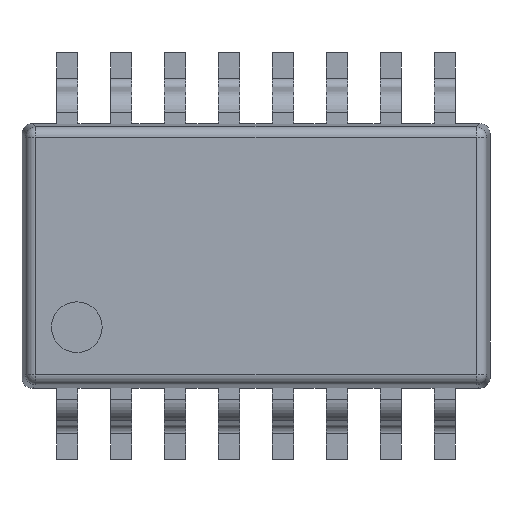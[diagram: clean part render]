
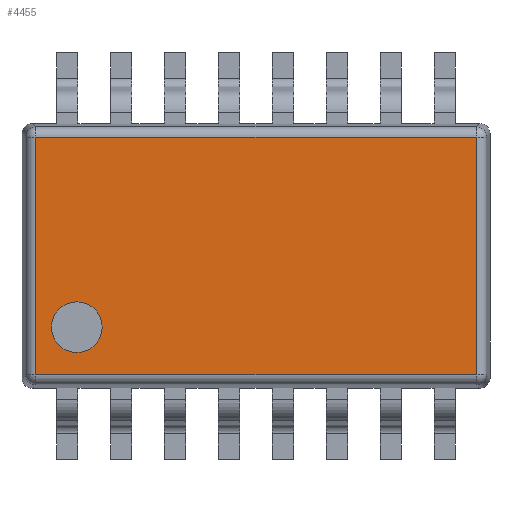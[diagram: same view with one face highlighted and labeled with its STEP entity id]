
A CAD part, top view. The second image highlights one B-rep face of the part: STEP entity #4455.
In plain terms, the highlighted planar face has unit normal (0, 0, 1).
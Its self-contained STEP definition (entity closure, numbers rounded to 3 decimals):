
#11 = EDGE_LOOP ( 'NONE', ( #611, #1534, #2456, #8349 ) ) ;
#86 = VERTEX_POINT ( 'NONE', #498 ) ;
#406 = EDGE_LOOP ( 'NONE', ( #4769, #5447 ) ) ;
#419 = EDGE_CURVE ( 'NONE', #86, #5281, #7557, .T. ) ;
#498 = CARTESIAN_POINT ( 'NONE',  ( 2.167, 1.167, 1.05 ) ) ;
#598 = VERTEX_POINT ( 'NONE', #7173 ) ;
#606 = DIRECTION ( 'NONE',  ( 0., 1., 0. ) ) ;
#611 = ORIENTED_EDGE ( 'NONE', *, *, #7622, .T. ) ;
#819 = AXIS2_PLACEMENT_3D ( 'NONE', #2072, #2846, #6059 ) ;
#1060 = DIRECTION ( 'NONE',  ( 0., 0., 1. ) ) ;
#1198 = VECTOR ( 'NONE', #1839, 1000. ) ;
#1332 = CARTESIAN_POINT ( 'NONE',  ( -2.167, -1.258, 1.05 ) ) ;
#1534 = ORIENTED_EDGE ( 'NONE', *, *, #5751, .T. ) ;
#1628 = DIRECTION ( 'NONE',  ( 0., 0., 1. ) ) ;
#1670 = CARTESIAN_POINT ( 'NONE',  ( 0., 0., 1.05 ) ) ;
#1709 = FACE_BOUND ( 'NONE', #406, .T. ) ;
#1839 = DIRECTION ( 'NONE',  ( 1., 0., 0. ) ) ;
#1949 = AXIS2_PLACEMENT_3D ( 'NONE', #1670, #1628, #8229 ) ;
#2072 = CARTESIAN_POINT ( 'NONE',  ( -1.761, -0.701, 1.05 ) ) ;
#2191 = EDGE_CURVE ( 'NONE', #598, #5090, #7032, .T. ) ;
#2456 = ORIENTED_EDGE ( 'NONE', *, *, #7161, .T. ) ;
#2623 = VERTEX_POINT ( 'NONE', #3256 ) ;
#2806 = AXIS2_PLACEMENT_3D ( 'NONE', #7665, #1060, #7251 ) ;
#2846 = DIRECTION ( 'NONE',  ( 0., 0., 1. ) ) ;
#2987 = CARTESIAN_POINT ( 'NONE',  ( -2.01, -0.701, 1.05 ) ) ;
#3014 = VERTEX_POINT ( 'NONE', #6415 ) ;
#3188 = CARTESIAN_POINT ( 'NONE',  ( -2.167, 1.167, 1.05 ) ) ;
#3256 = CARTESIAN_POINT ( 'NONE',  ( 2.167, -1.167, 1.05 ) ) ;
#4076 = DIRECTION ( 'NONE',  ( -1., 0., 0. ) ) ;
#4199 = VECTOR ( 'NONE', #606, 1000. ) ;
#4292 = FACE_OUTER_BOUND ( 'NONE', #11, .T. ) ;
#4455 = ADVANCED_FACE ( 'NONE', ( #1709, #4292 ), #6257, .T. ) ;
#4563 = DIRECTION ( 'NONE',  ( 0., -1., 0. ) ) ;
#4769 = ORIENTED_EDGE ( 'NONE', *, *, #2191, .F. ) ;
#5090 = VERTEX_POINT ( 'NONE', #2987 ) ;
#5281 = VERTEX_POINT ( 'NONE', #3188 ) ;
#5447 = ORIENTED_EDGE ( 'NONE', *, *, #5455, .F. ) ;
#5455 = EDGE_CURVE ( 'NONE', #5090, #598, #7946, .T. ) ;
#5722 = LINE ( 'NONE', #7044, #4199 ) ;
#5751 = EDGE_CURVE ( 'NONE', #3014, #2623, #7617, .T. ) ;
#6059 = DIRECTION ( 'NONE',  ( 1., 0., 0. ) ) ;
#6257 = PLANE ( 'NONE',  #1949 ) ;
#6415 = CARTESIAN_POINT ( 'NONE',  ( -2.167, -1.167, 1.05 ) ) ;
#6688 = CARTESIAN_POINT ( 'NONE',  ( -2.258, 1.167, 1.05 ) ) ;
#6891 = VECTOR ( 'NONE', #4076, 1000. ) ;
#7032 = CIRCLE ( 'NONE', #2806, 0.249 ) ;
#7044 = CARTESIAN_POINT ( 'NONE',  ( 2.167, 1.258, 1.05 ) ) ;
#7161 = EDGE_CURVE ( 'NONE', #2623, #86, #5722, .T. ) ;
#7173 = CARTESIAN_POINT ( 'NONE',  ( -1.512, -0.701, 1.05 ) ) ;
#7210 = LINE ( 'NONE', #1332, #7748 ) ;
#7251 = DIRECTION ( 'NONE',  ( 1., 0., 0. ) ) ;
#7557 = LINE ( 'NONE', #6688, #6891 ) ;
#7617 = LINE ( 'NONE', #7707, #1198 ) ;
#7622 = EDGE_CURVE ( 'NONE', #5281, #3014, #7210, .T. ) ;
#7665 = CARTESIAN_POINT ( 'NONE',  ( -1.761, -0.701, 1.05 ) ) ;
#7707 = CARTESIAN_POINT ( 'NONE',  ( 2.258, -1.167, 1.05 ) ) ;
#7748 = VECTOR ( 'NONE', #4563, 1000. ) ;
#7946 = CIRCLE ( 'NONE', #819, 0.249 ) ;
#8229 = DIRECTION ( 'NONE',  ( 1., 0., 0. ) ) ;
#8349 = ORIENTED_EDGE ( 'NONE', *, *, #419, .T. ) ;
